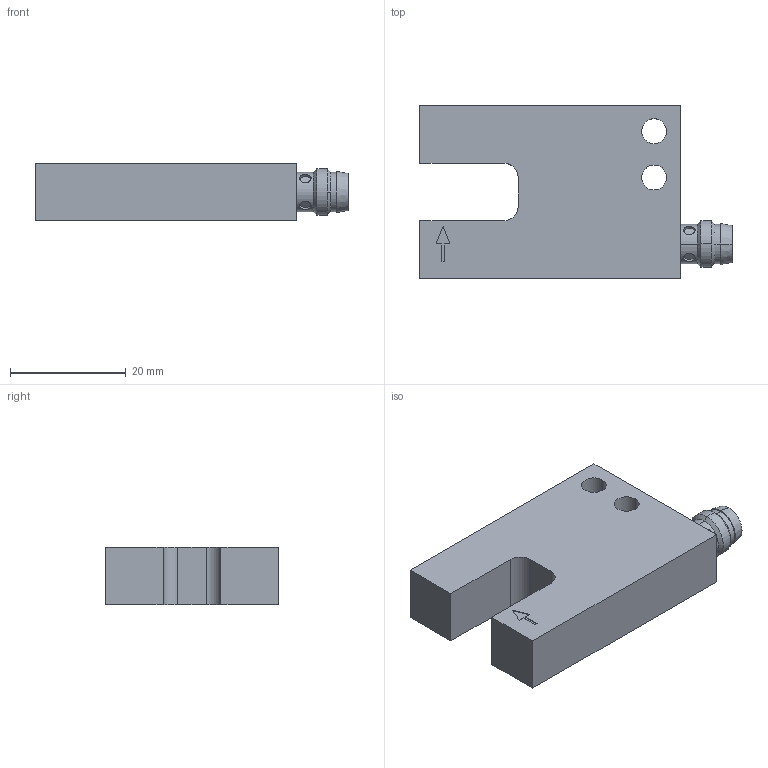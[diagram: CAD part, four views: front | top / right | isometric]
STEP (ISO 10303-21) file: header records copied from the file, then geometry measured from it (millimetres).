
FILE_DESCRIPTION (( 'STEP AP214' ), '1' );
FILE_NAME ('PSUR-0P-2F.STEP', '2016-07-18T16:57:44', ( '' ), ( '' ), 'SwSTEP 2.0', 'SolidWorks 2016', '' );
FILE_SCHEMA (( 'AUTOMOTIVE_DESIGN' ));
Length unit declared in the file: inch
Products named in the file (1): PSUR-0P-2F
Bounding box: 54 x 30 x 10 mm (x, y, z)
Volume: 11740.4 mm3; surface area: 4728.1 mm2
Topology: 1 solids, 1 shells, 75 faces, 175 edges, 116 vertices
Faces by surface type: plane 35, cylinder 34, cone 6
Entity records: 2331 total; most frequent: CARTESIAN_POINT 506, DIRECTION 387, ORIENTED_EDGE 350, EDGE_CURVE 175, AXIS2_PLACEMENT_3D 145, VERTEX_POINT 116, LINE 97, VECTOR 97
